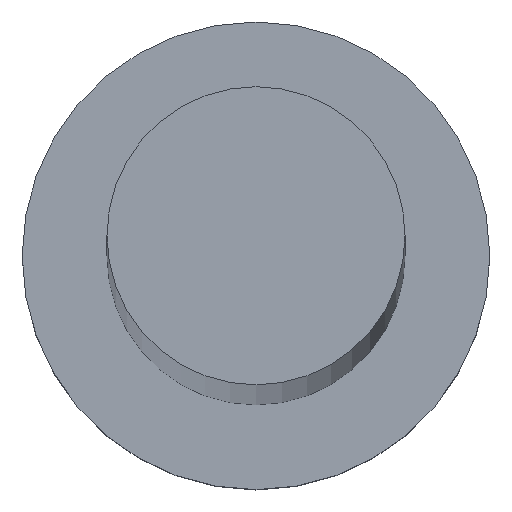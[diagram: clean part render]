
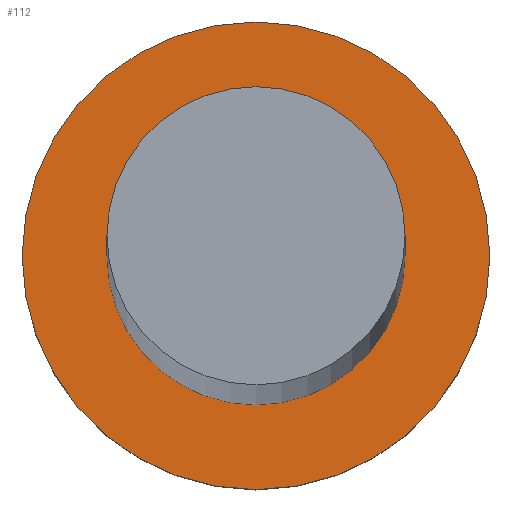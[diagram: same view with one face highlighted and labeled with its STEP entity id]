
A CAD part, top view. The second image highlights one B-rep face of the part: STEP entity #112.
In plain terms, the highlighted planar face has unit normal (0, 0, 1).
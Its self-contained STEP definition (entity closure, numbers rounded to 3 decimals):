
#1 = EDGE_CURVE ( 'NONE', #250, #152, #71, .T. ) ;
#16 = CARTESIAN_POINT ( 'NONE',  ( 0., 0., 6.5 ) ) ;
#24 = CARTESIAN_POINT ( 'NONE',  ( 0., 0., 6.5 ) ) ;
#43 = FACE_BOUND ( 'NONE', #87, .T. ) ;
#49 = VERTEX_POINT ( 'NONE', #157 ) ;
#58 = PLANE ( 'NONE',  #141 ) ;
#59 = AXIS2_PLACEMENT_3D ( 'NONE', #16, #247, #174 ) ;
#69 = ORIENTED_EDGE ( 'NONE', *, *, #214, .T. ) ;
#71 = CIRCLE ( 'NONE', #170, 5.1 ) ;
#81 = AXIS2_PLACEMENT_3D ( 'NONE', #143, #99, #179 ) ;
#87 = EDGE_LOOP ( 'NONE', ( #213, #220 ) ) ;
#90 = CARTESIAN_POINT ( 'NONE',  ( 0., 0., 6.5 ) ) ;
#93 = AXIS2_PLACEMENT_3D ( 'NONE', #131, #136, #153 ) ;
#99 = DIRECTION ( 'NONE',  ( 0., 0., 1. ) ) ;
#103 = DIRECTION ( 'NONE',  ( 1., 0., 0. ) ) ;
#111 = VERTEX_POINT ( 'NONE', #120 ) ;
#112 = ADVANCED_FACE ( 'NONE', ( #43, #219 ), #58, .T. ) ;
#120 = CARTESIAN_POINT ( 'NONE',  ( -8., 0., 6.5 ) ) ;
#126 = CARTESIAN_POINT ( 'NONE',  ( -5.1, 0., 6.5 ) ) ;
#131 = CARTESIAN_POINT ( 'NONE',  ( 0., 0., 6.5 ) ) ;
#136 = DIRECTION ( 'NONE',  ( 0., 0., 1. ) ) ;
#141 = AXIS2_PLACEMENT_3D ( 'NONE', #24, #202, #103 ) ;
#143 = CARTESIAN_POINT ( 'NONE',  ( 0., 0., 6.5 ) ) ;
#152 = VERTEX_POINT ( 'NONE', #126 ) ;
#153 = DIRECTION ( 'NONE',  ( 1., 0., 0. ) ) ;
#154 = DIRECTION ( 'NONE',  ( 0., 0., 1. ) ) ;
#157 = CARTESIAN_POINT ( 'NONE',  ( 8., 0., 6.5 ) ) ;
#158 = EDGE_CURVE ( 'NONE', #49, #111, #165, .T. ) ;
#165 = CIRCLE ( 'NONE', #81, 8. ) ;
#170 = AXIS2_PLACEMENT_3D ( 'NONE', #90, #154, #228 ) ;
#174 = DIRECTION ( 'NONE',  ( 1., 0., 0. ) ) ;
#175 = CIRCLE ( 'NONE', #59, 8. ) ;
#179 = DIRECTION ( 'NONE',  ( 1., 0., 0. ) ) ;
#189 = EDGE_LOOP ( 'NONE', ( #69, #208 ) ) ;
#202 = DIRECTION ( 'NONE',  ( 0., 0., 1. ) ) ;
#205 = CIRCLE ( 'NONE', #93, 5.1 ) ;
#208 = ORIENTED_EDGE ( 'NONE', *, *, #158, .T. ) ;
#212 = CARTESIAN_POINT ( 'NONE',  ( 5.1, 0., 6.5 ) ) ;
#213 = ORIENTED_EDGE ( 'NONE', *, *, #231, .F. ) ;
#214 = EDGE_CURVE ( 'NONE', #111, #49, #175, .T. ) ;
#219 = FACE_OUTER_BOUND ( 'NONE', #189, .T. ) ;
#220 = ORIENTED_EDGE ( 'NONE', *, *, #1, .F. ) ;
#228 = DIRECTION ( 'NONE',  ( 1., 0., 0. ) ) ;
#231 = EDGE_CURVE ( 'NONE', #152, #250, #205, .T. ) ;
#247 = DIRECTION ( 'NONE',  ( 0., 0., 1. ) ) ;
#250 = VERTEX_POINT ( 'NONE', #212 ) ;
